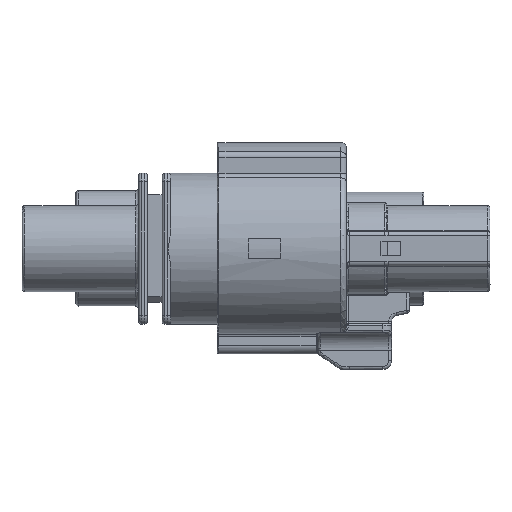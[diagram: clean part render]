
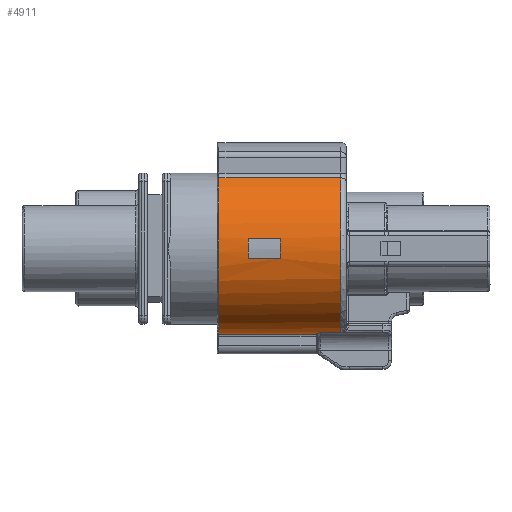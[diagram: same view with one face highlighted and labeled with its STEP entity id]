
A CAD part, left-side view. The second image highlights one B-rep face of the part: STEP entity #4911.
In plain terms, the highlighted cylindrical face has radius 14.925 mm (diameter 29.85 mm), a partial arc.
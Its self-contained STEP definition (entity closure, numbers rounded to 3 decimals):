
#933=CYLINDRICAL_SURFACE('',#63327,14.925);
#1801=FACE_BOUND('',#13956,.T.);
#1802=FACE_BOUND('',#13957,.T.);
#2201=CIRCLE('',#63143,14.925);
#2277=CIRCLE('',#63285,14.925);
#2278=CIRCLE('',#63288,14.925);
#2298=CIRCLE('',#63325,14.925);
#2299=CIRCLE('',#63326,14.925);
#3809=B_SPLINE_CURVE_WITH_KNOTS('',3,(#88130,#88131,#88132,#88133,#88134,
#88135,#88136,#88137,#88138,#88139,#88140,#88141,#88142,#88143),
 .UNSPECIFIED.,.F.,.F.,(4,2,2,2,2,2,4),(0.,0.25,0.375,0.5,
0.625,0.75,1.),.UNSPECIFIED.);
#4911=ADVANCED_FACE('',(#1801,#1802),#933,.T.);
#13956=EDGE_LOOP('',(#18875,#18876,#18877,#18878,#18879,#18880,#18881));
#13957=EDGE_LOOP('',(#18882,#18883,#18884,#18885));
#18875=ORIENTED_EDGE('',*,*,#42180,.T.);
#18876=ORIENTED_EDGE('',*,*,#42482,.T.);
#18877=ORIENTED_EDGE('',*,*,#42483,.T.);
#18878=ORIENTED_EDGE('',*,*,#42484,.T.);
#18879=ORIENTED_EDGE('',*,*,#41612,.T.);
#18880=ORIENTED_EDGE('',*,*,#42485,.T.);
#18881=ORIENTED_EDGE('',*,*,#42481,.F.);
#18882=ORIENTED_EDGE('',*,*,#42422,.F.);
#18883=ORIENTED_EDGE('',*,*,#42420,.F.);
#18884=ORIENTED_EDGE('',*,*,#42418,.F.);
#18885=ORIENTED_EDGE('',*,*,#42423,.T.);
#35840=VERTEX_POINT('',#85448);
#35841=VERTEX_POINT('',#85449);
#36385=VERTEX_POINT('',#87152);
#36386=VERTEX_POINT('',#87154);
#36565=VERTEX_POINT('',#87886);
#36566=VERTEX_POINT('',#87888);
#36567=VERTEX_POINT('',#87892);
#36568=VERTEX_POINT('',#87896);
#36601=VERTEX_POINT('',#88123);
#36604=VERTEX_POINT('',#88144);
#36605=VERTEX_POINT('',#88146);
#41612=EDGE_CURVE('',#35840,#35841,#50513,.T.);
#42180=EDGE_CURVE('',#36386,#36385,#2201,.T.);
#42418=EDGE_CURVE('',#36566,#36565,#2277,.T.);
#42420=EDGE_CURVE('',#36565,#36567,#51072,.T.);
#42422=EDGE_CURVE('',#36567,#36568,#2278,.T.);
#42423=EDGE_CURVE('',#36566,#36568,#51074,.T.);
#42481=EDGE_CURVE('',#36386,#36601,#51103,.T.);
#42482=EDGE_CURVE('',#36385,#36604,#3809,.T.);
#42483=EDGE_CURVE('',#36604,#36605,#51104,.T.);
#42484=EDGE_CURVE('',#36605,#35840,#2298,.T.);
#42485=EDGE_CURVE('',#35841,#36601,#2299,.T.);
#50513=LINE('',#85447,#56770);
#51072=LINE('',#87893,#57329);
#51074=LINE('',#87899,#57331);
#51103=LINE('',#88128,#57360);
#51104=LINE('',#88145,#57361);
#56770=VECTOR('',#68214,1.);
#57329=VECTOR('',#69237,1.);
#57331=VECTOR('',#69245,1.);
#57360=VECTOR('',#69342,1.);
#57361=VECTOR('',#69345,1.);
#63143=AXIS2_PLACEMENT_3D('',#87153,#68837,#68838);
#63285=AXIS2_PLACEMENT_3D('',#87889,#69232,#69233);
#63288=AXIS2_PLACEMENT_3D('',#87897,#69241,#69242);
#63325=AXIS2_PLACEMENT_3D('',#88147,#69346,#69347);
#63326=AXIS2_PLACEMENT_3D('',#88148,#69348,#69349);
#63327=AXIS2_PLACEMENT_3D('',#88149,#69350,#69351);
#68214=DIRECTION('',(0.,1.,0.));
#68837=DIRECTION('',(0.,1.,0.));
#68838=DIRECTION('',(0.,0.,1.));
#69232=DIRECTION('',(0.,1.,0.));
#69233=DIRECTION('',(-0.993,0.,-0.117));
#69237=DIRECTION('',(0.,1.,0.));
#69241=DIRECTION('',(0.,-1.,0.));
#69242=DIRECTION('',(-0.993,0.,0.117));
#69245=DIRECTION('',(0.,1.,0.));
#69342=DIRECTION('',(0.,1.,0.));
#69345=DIRECTION('',(0.,-1.,0.));
#69346=DIRECTION('',(0.,1.,0.));
#69347=DIRECTION('',(0.,0.,-1.));
#69348=DIRECTION('',(0.,-1.,0.));
#69349=DIRECTION('',(0.,0.,1.));
#69350=DIRECTION('',(0.,1.,0.));
#69351=DIRECTION('',(-0.003,0.,1.));
#85447=CARTESIAN_POINT('',(-18.178,0.95,12.335));
#85448=CARTESIAN_POINT('',(-18.178,1.,12.335));
#85449=CARTESIAN_POINT('',(-18.178,22.2,12.335));
#87152=CARTESIAN_POINT('',(-10.961,5.3,-14.878));
#87153=CARTESIAN_POINT('',(-9.775,5.3,0.));
#87154=CARTESIAN_POINT('',(-9.775,5.3,-14.925));
#87886=CARTESIAN_POINT('',(-24.597,11.5,1.75));
#87888=CARTESIAN_POINT('',(-24.597,11.5,-1.75));
#87889=CARTESIAN_POINT('',(-9.775,11.5,0.));
#87892=CARTESIAN_POINT('',(-24.597,17.1,1.75));
#87893=CARTESIAN_POINT('',(-24.597,11.5,1.75));
#87896=CARTESIAN_POINT('',(-24.597,17.1,-1.75));
#87897=CARTESIAN_POINT('',(-9.775,17.1,0.));
#87899=CARTESIAN_POINT('',(-24.597,11.5,-1.75));
#88123=CARTESIAN_POINT('',(-9.775,22.2,-14.925));
#88128=CARTESIAN_POINT('',(-9.775,1.,-14.925));
#88130=CARTESIAN_POINT('',(-10.961,5.3,-14.878));
#88131=CARTESIAN_POINT('',(-11.118,5.3,-14.865));
#88132=CARTESIAN_POINT('',(-11.286,5.278,-14.849));
#88133=CARTESIAN_POINT('',(-11.554,5.21,-14.819));
#88134=CARTESIAN_POINT('',(-11.646,5.182,-14.808));
#88135=CARTESIAN_POINT('',(-11.835,5.115,-14.782));
#88136=CARTESIAN_POINT('',(-11.959,5.064,-14.765));
#88137=CARTESIAN_POINT('',(-12.107,4.998,-14.742));
#88138=CARTESIAN_POINT('',(-12.185,4.96,-14.729));
#88139=CARTESIAN_POINT('',(-12.349,4.876,-14.702));
#88140=CARTESIAN_POINT('',(-12.477,4.806,-14.678));
#88141=CARTESIAN_POINT('',(-12.621,4.726,-14.652));
#88142=CARTESIAN_POINT('',(-12.78,4.632,-14.621));
#88143=CARTESIAN_POINT('',(-13.001,4.5,-14.572));
#88144=CARTESIAN_POINT('',(-13.001,4.5,-14.572));
#88145=CARTESIAN_POINT('',(-13.001,0.95,-14.572));
#88146=CARTESIAN_POINT('',(-13.001,1.,-14.572));
#88147=CARTESIAN_POINT('',(-9.775,1.,0.));
#88148=CARTESIAN_POINT('',(-9.775,22.2,0.));
#88149=CARTESIAN_POINT('',(-9.775,0.95,0.));
